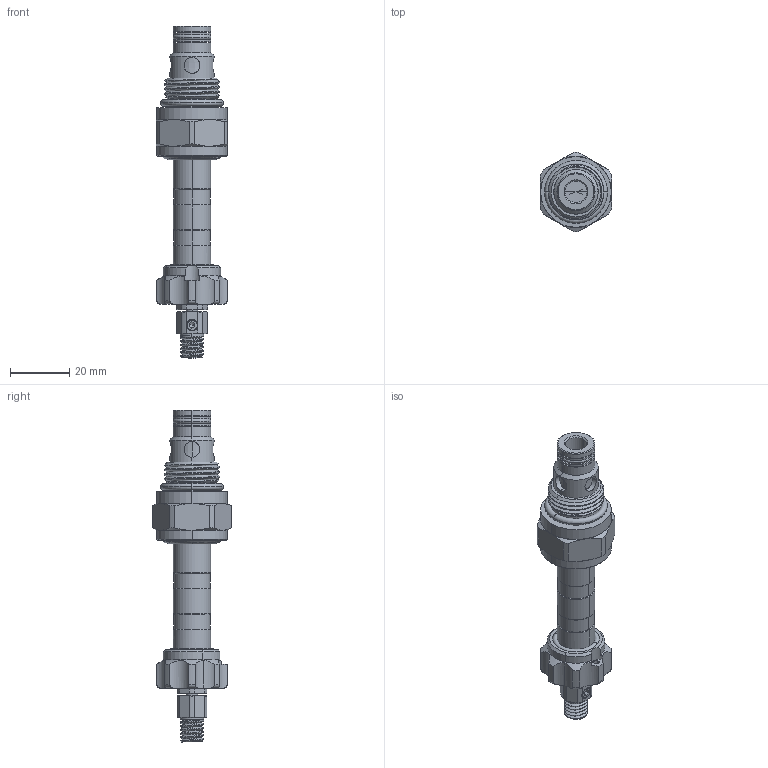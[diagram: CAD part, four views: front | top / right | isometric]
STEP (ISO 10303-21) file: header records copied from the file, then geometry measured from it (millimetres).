
FILE_DESCRIPTION (( 'STEP AP203' ), '1' );
FILE_NAME ('EP08W2A31L05.STEP', '2016-08-15T02:22:03', ( '' ), ( '' ), 'SwSTEP 2.0', 'SolidWorks 2012', '' );
FILE_SCHEMA (( 'CONFIG_CONTROL_DESIGN' ));
Products named in the file (1): EP08W2A31L05
Bounding box: 24 x 26.69 x 112.12 mm (x, y, z)
Volume: 22625.1 mm3; surface area: 10242.2 mm2
Topology: 6 solids, 7 shells, 361 faces, 885 edges, 554 vertices
Faces by surface type: cylinder 153, cone 90, plane 63, torus 28, bspline 27
Entity records: 27463 total; most frequent: CARTESIAN_POINT 19427, ORIENTED_EDGE 1762, DIRECTION 1576, EDGE_CURVE 881, AXIS2_PLACEMENT_3D 663, VERTEX_POINT 554, EDGE_LOOP 393, ADVANCED_FACE 361
